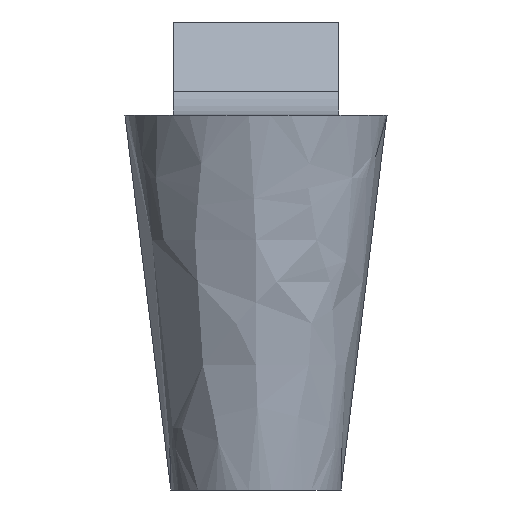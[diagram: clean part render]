
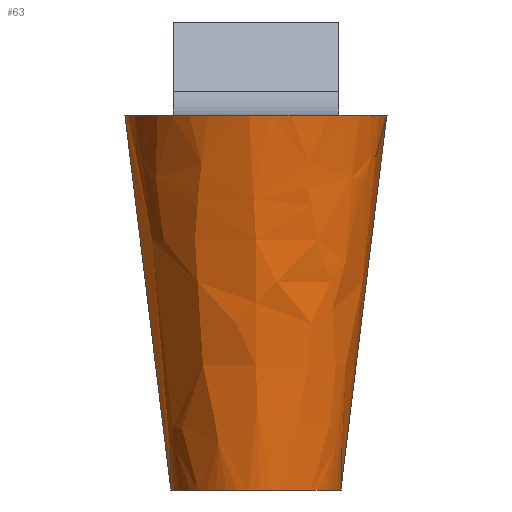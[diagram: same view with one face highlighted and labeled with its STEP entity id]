
A CAD part, front view. The second image highlights one B-rep face of the part: STEP entity #63.
In plain terms, the highlighted free-form (B-spline) face has degree [4, 3] with [11, 4] control points.
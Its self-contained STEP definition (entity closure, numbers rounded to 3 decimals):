
#36=(
BOUNDED_SURFACE()
B_SPLINE_SURFACE(4,3,((#813,#814,#815,#816),(#817,#818,#819,#820),(#821,
#822,#823,#824),(#825,#826,#827,#828),(#829,#830,#831,#832),(#833,#834,
#835,#836),(#837,#838,#839,#840),(#841,#842,#843,#844),(#845,#846,#847,
#848),(#849,#850,#851,#852),(#853,#854,#855,#856)),.UNSPECIFIED.,.F.,.F.,
 .F.)
B_SPLINE_SURFACE_WITH_KNOTS((5,3,3,5),(4,4),(0.,0.333,0.667,
1.),(0.,1.),.UNSPECIFIED.)
GEOMETRIC_REPRESENTATION_ITEM()
RATIONAL_B_SPLINE_SURFACE(((1.003,1.003,1.003,
1.003),(1.003,1.003,1.003,1.003),
(0.988,0.988,0.988,0.988),
(1.003,1.003,1.003,1.003),(1.003,
1.003,1.003,1.003),(0.988,
0.988,0.988,0.988),(1.003,
1.003,1.003,1.003),(1.003,1.003,
1.003,1.003),(0.988,0.988,
0.988,0.988),(1.003,1.003,
1.003,1.003),(1.003,1.003,1.003,
1.003)))
REPRESENTATION_ITEM('')
SURFACE()
);
#38=(
BOUNDED_CURVE()
B_SPLINE_CURVE(3,(#773,#774,#775,#776),.UNSPECIFIED.,.F.,.F.)
B_SPLINE_CURVE_WITH_KNOTS((4,4),(0.,1.),.UNSPECIFIED.)
CURVE()
GEOMETRIC_REPRESENTATION_ITEM()
RATIONAL_B_SPLINE_CURVE((1.003,1.003,1.003,
1.003))
REPRESENTATION_ITEM('')
);
#63=ADVANCED_FACE('',(#100),#36,.F.);
#100=FACE_OUTER_BOUND('',#122,.T.);
#122=EDGE_LOOP('',(#240,#241,#242,#243));
#240=ORIENTED_EDGE('',*,*,#342,.F.);
#241=ORIENTED_EDGE('',*,*,#350,.T.);
#242=ORIENTED_EDGE('',*,*,#321,.F.);
#243=ORIENTED_EDGE('',*,*,#346,.F.);
#281=VERTEX_POINT('',#704);
#282=VERTEX_POINT('',#711);
#290=VERTEX_POINT('',#751);
#291=VERTEX_POINT('',#762);
#321=EDGE_CURVE('',#281,#282,#450,.T.);
#342=EDGE_CURVE('',#290,#291,#452,.T.);
#346=EDGE_CURVE('',#291,#281,#38,.T.);
#350=EDGE_CURVE('',#290,#282,#395,.T.);
#395=LINE('',#783,#438);
#438=VECTOR('',#599,1.);
#450=B_SPLINE_CURVE_WITH_KNOTS('',3,(#705,#706,#707,#708,#709,#710),
 .UNSPECIFIED.,.F.,.F.,(4,2,4),(0.,0.5,1.),.UNSPECIFIED.);
#452=B_SPLINE_CURVE_WITH_KNOTS('',3,(#752,#753,#754,#755,#756,#757,#758,
#759,#760,#761),.UNSPECIFIED.,.F.,.F.,(4,2,2,2,4),(0.,0.25,0.5,0.75,1.),
 .UNSPECIFIED.);
#599=DIRECTION('',(0.121,-0.011,-0.993));
#704=CARTESIAN_POINT('',(1.028,1.377,-4.527));
#705=CARTESIAN_POINT('',(1.028,1.377,-4.527));
#706=CARTESIAN_POINT('',(1.076,0.824,-4.527));
#707=CARTESIAN_POINT('',(0.582,0.256,-4.527));
#708=CARTESIAN_POINT('',(-0.582,0.256,-4.527));
#709=CARTESIAN_POINT('',(-1.076,0.821,-4.527));
#710=CARTESIAN_POINT('',(-1.028,1.377,-4.527));
#711=CARTESIAN_POINT('',(-1.028,1.377,-4.527));
#751=CARTESIAN_POINT('',(-1.581,1.426,0.));
#752=CARTESIAN_POINT('',(-1.581,1.426,0.));
#753=CARTESIAN_POINT('',(-1.619,1.,0.));
#754=CARTESIAN_POINT('',(-1.459,0.527,0.));
#755=CARTESIAN_POINT('',(-0.87,-0.109,0.));
#756=CARTESIAN_POINT('',(-0.449,-0.3,0.));
#757=CARTESIAN_POINT('',(0.449,-0.3,0.));
#758=CARTESIAN_POINT('',(0.861,-0.119,0.));
#759=CARTESIAN_POINT('',(1.468,0.536,0.));
#760=CARTESIAN_POINT('',(1.619,0.998,0.));
#761=CARTESIAN_POINT('',(1.581,1.426,0.));
#762=CARTESIAN_POINT('',(1.581,1.426,0.));
#773=CARTESIAN_POINT('',(1.581,1.426,0.));
#774=CARTESIAN_POINT('',(1.397,1.41,-1.509));
#775=CARTESIAN_POINT('',(1.212,1.394,-3.018));
#776=CARTESIAN_POINT('',(1.028,1.377,-4.527));
#783=CARTESIAN_POINT('',(-1.305,1.402,-2.263));
#813=CARTESIAN_POINT('',(-1.581,1.426,0.));
#814=CARTESIAN_POINT('',(-1.397,1.41,-1.509));
#815=CARTESIAN_POINT('',(-1.212,1.394,-3.018));
#816=CARTESIAN_POINT('',(-1.028,1.377,-4.527));
#817=CARTESIAN_POINT('',(-1.618,1.011,0.));
#818=CARTESIAN_POINT('',(-1.429,1.043,-1.509));
#819=CARTESIAN_POINT('',(-1.24,1.075,-3.018));
#820=CARTESIAN_POINT('',(-1.051,1.108,-4.527));
#821=CARTESIAN_POINT('',(-1.511,0.528,0.));
#822=CARTESIAN_POINT('',(-1.335,0.617,-1.509));
#823=CARTESIAN_POINT('',(-1.159,0.706,-3.018));
#824=CARTESIAN_POINT('',(-0.982,0.794,-4.527));
#825=CARTESIAN_POINT('',(-1.188,0.155,0.));
#826=CARTESIAN_POINT('',(-1.049,0.287,-1.509));
#827=CARTESIAN_POINT('',(-0.911,0.419,-3.018));
#828=CARTESIAN_POINT('',(-0.772,0.552,-4.527));
#829=CARTESIAN_POINT('',(-0.479,-0.282,0.));
#830=CARTESIAN_POINT('',(-0.423,-0.099,-1.509));
#831=CARTESIAN_POINT('',(-0.367,0.084,-3.018));
#832=CARTESIAN_POINT('',(-0.311,0.267,-4.527));
#833=CARTESIAN_POINT('',(0.,-0.404,0.));
#834=CARTESIAN_POINT('',(0.,-0.206,-1.509));
#835=CARTESIAN_POINT('',(0.,-0.009,-3.018));
#836=CARTESIAN_POINT('',(0.,0.188,-4.527));
#837=CARTESIAN_POINT('',(0.479,-0.282,0.));
#838=CARTESIAN_POINT('',(0.423,-0.099,-1.509));
#839=CARTESIAN_POINT('',(0.367,0.084,-3.018));
#840=CARTESIAN_POINT('',(0.311,0.267,-4.527));
#841=CARTESIAN_POINT('',(1.188,0.155,0.));
#842=CARTESIAN_POINT('',(1.049,0.287,-1.509));
#843=CARTESIAN_POINT('',(0.911,0.419,-3.018));
#844=CARTESIAN_POINT('',(0.772,0.552,-4.527));
#845=CARTESIAN_POINT('',(1.511,0.528,0.));
#846=CARTESIAN_POINT('',(1.335,0.617,-1.509));
#847=CARTESIAN_POINT('',(1.159,0.706,-3.018));
#848=CARTESIAN_POINT('',(0.982,0.794,-4.527));
#849=CARTESIAN_POINT('',(1.618,1.011,0.));
#850=CARTESIAN_POINT('',(1.429,1.043,-1.509));
#851=CARTESIAN_POINT('',(1.24,1.075,-3.018));
#852=CARTESIAN_POINT('',(1.051,1.108,-4.527));
#853=CARTESIAN_POINT('',(1.581,1.426,0.));
#854=CARTESIAN_POINT('',(1.397,1.41,-1.509));
#855=CARTESIAN_POINT('',(1.212,1.394,-3.018));
#856=CARTESIAN_POINT('',(1.028,1.377,-4.527));
